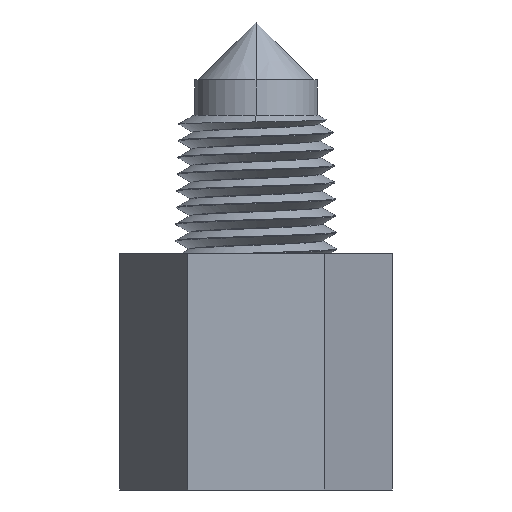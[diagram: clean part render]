
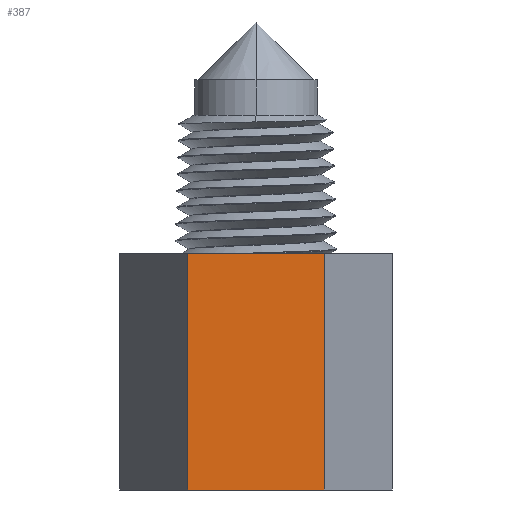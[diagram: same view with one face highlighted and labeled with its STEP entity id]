
A CAD part, left-side view. The second image highlights one B-rep face of the part: STEP entity #387.
In plain terms, the highlighted planar face has unit normal (-1, 0, 0).
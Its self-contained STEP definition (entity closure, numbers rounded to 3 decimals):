
#332 = VERTEX_POINT ( 'NONE', #4789 ) ;
#387 = ADVANCED_FACE ( 'NONE', ( #11427 ), #12225, .T. ) ;
#697 = CARTESIAN_POINT ( 'NONE',  ( -10., -5.774, -20. ) ) ;
#1285 = CARTESIAN_POINT ( 'NONE',  ( -10., 5.774, 0. ) ) ;
#1943 = EDGE_LOOP ( 'NONE', ( #7272, #3309, #14935, #9352 ) ) ;
#2357 = LINE ( 'NONE', #1285, #11755 ) ;
#3309 = ORIENTED_EDGE ( 'NONE', *, *, #13164, .F. ) ;
#3929 = AXIS2_PLACEMENT_3D ( 'NONE', #7095, #8343, #9728 ) ;
#4321 = DIRECTION ( 'NONE',  ( 0., 0., 1. ) ) ;
#4690 = EDGE_CURVE ( 'NONE', #5508, #332, #12575, .T. ) ;
#4789 = CARTESIAN_POINT ( 'NONE',  ( -10., -5.774, -20. ) ) ;
#4813 = VERTEX_POINT ( 'NONE', #8921 ) ;
#5141 = CARTESIAN_POINT ( 'NONE',  ( -10., -5.774, 0. ) ) ;
#5508 = VERTEX_POINT ( 'NONE', #11687 ) ;
#7095 = CARTESIAN_POINT ( 'NONE',  ( -10., 5.774, -20. ) ) ;
#7272 = ORIENTED_EDGE ( 'NONE', *, *, #14040, .F. ) ;
#7396 = VECTOR ( 'NONE', #11375, 1000. ) ;
#7741 = DIRECTION ( 'NONE',  ( 0., 0., 1. ) ) ;
#7800 = CARTESIAN_POINT ( 'NONE',  ( -10., 5.774, -20. ) ) ;
#8016 = VERTEX_POINT ( 'NONE', #5141 ) ;
#8343 = DIRECTION ( 'NONE',  ( -1., 0., 0. ) ) ;
#8485 = DIRECTION ( 'NONE',  ( 0., -1., 0. ) ) ;
#8566 = VECTOR ( 'NONE', #4321, 1000. ) ;
#8685 = VECTOR ( 'NONE', #7741, 1000. ) ;
#8921 = CARTESIAN_POINT ( 'NONE',  ( -10., 5.774, 0. ) ) ;
#9259 = EDGE_CURVE ( 'NONE', #332, #8016, #14858, .T. ) ;
#9352 = ORIENTED_EDGE ( 'NONE', *, *, #9259, .T. ) ;
#9728 = DIRECTION ( 'NONE',  ( 0., -1., 0. ) ) ;
#11375 = DIRECTION ( 'NONE',  ( 0., -1., 0. ) ) ;
#11427 = FACE_OUTER_BOUND ( 'NONE', #1943, .T. ) ;
#11687 = CARTESIAN_POINT ( 'NONE',  ( -10., 5.774, -20. ) ) ;
#11755 = VECTOR ( 'NONE', #8485, 1000. ) ;
#11936 = LINE ( 'NONE', #7800, #8685 ) ;
#12225 = PLANE ( 'NONE',  #3929 ) ;
#12561 = CARTESIAN_POINT ( 'NONE',  ( -10., 5.774, -20. ) ) ;
#12575 = LINE ( 'NONE', #12561, #7396 ) ;
#13164 = EDGE_CURVE ( 'NONE', #5508, #4813, #11936, .T. ) ;
#14040 = EDGE_CURVE ( 'NONE', #4813, #8016, #2357, .T. ) ;
#14858 = LINE ( 'NONE', #697, #8566 ) ;
#14935 = ORIENTED_EDGE ( 'NONE', *, *, #4690, .T. ) ;
